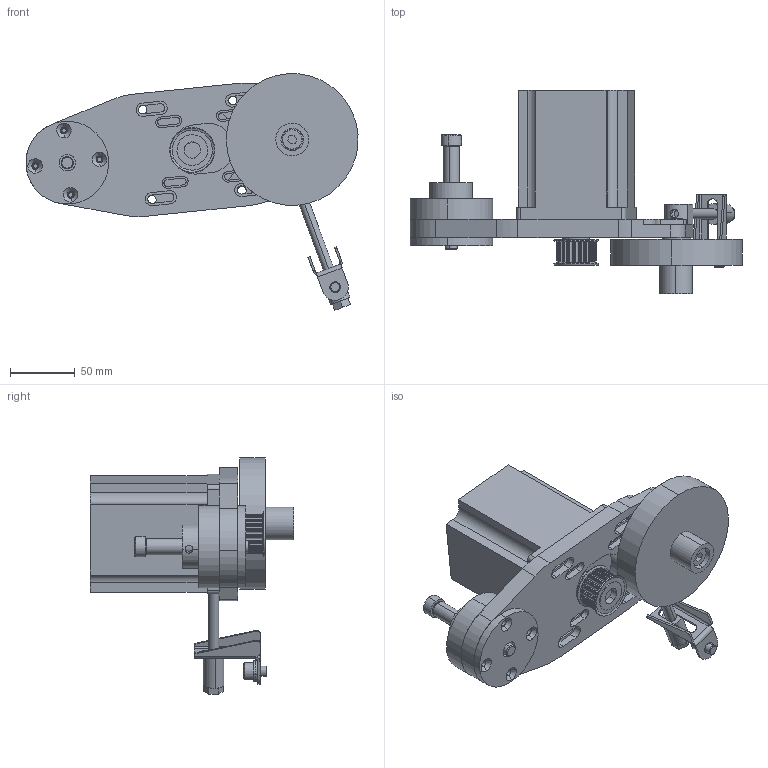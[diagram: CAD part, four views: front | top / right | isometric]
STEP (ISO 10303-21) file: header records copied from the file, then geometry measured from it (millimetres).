
FILE_DESCRIPTION (( 'STEP AP214' ), '1' );
FILE_NAME ('CRP320-00-03.STEP', '2014-01-30T17:38:46', ( '' ), ( '' ), 'SwSTEP 2.0', 'SolidWorks 2013', '' );
FILE_SCHEMA (( 'AUTOMOTIVE_DESIGN' ));
Length unit declared in the file: millimetre
Products named in the file (23): 91294A216_91294A216; CRP320-00-03; CRP320-01; Motor960; CRP320-06; CRP320-05; CRP321-01; CRP320-02; CRP320-07; SOA650; CRP321-00_N34; CRP301-03; SB499-125; CRP301-07; ISO 10423; FW-ZP-M8; CRP400-12; SK-M8-8; HC-M8-100_91280A538; CRP310-00; CRP430-09; 90108A415_90108A415; CSA201-08
Assembly tree (26 placements, depth 3):
  CRP320-00-03
    CRP320-01
    Motor960
    CRP320-06
    CRP320-05
    91294A216_91294A216  x4
    CSA201-08
    CRP321-00_N34
      CRP321-01
      CRP320-02
      CRP320-07
      SOA650
    CRP301-03
    SB499-125
    CRP310-00
      CRP301-07
      ISO 10423
      FW-ZP-M8  x2
      CRP400-12
      SK-M8-8
      HC-M8-100_91280A538
    CRP430-09
    90108A415_90108A415
Bounding box: 256.89 x 157.52 x 183.01 mm (x, y, z)
Volume: 1129992.8 mm3; surface area: 186012.5 mm2
Topology: 24 solids, 24 shells, 1245 faces, 3323 edges, 2163 vertices
Faces by surface type: cylinder 843, plane 275, cone 99, torus 20, bspline 8
Entity records: 30913 total; most frequent: CARTESIAN_POINT 8584, DIRECTION 4507, ORIENTED_EDGE 4320, EDGE_CURVE 2160, AXIS2_PLACEMENT_3D 1746, VERTEX_POINT 1405, VECTOR 1015, LINE 1015
